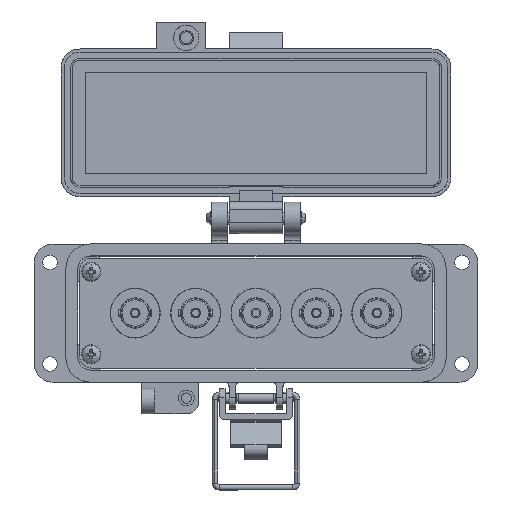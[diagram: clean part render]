
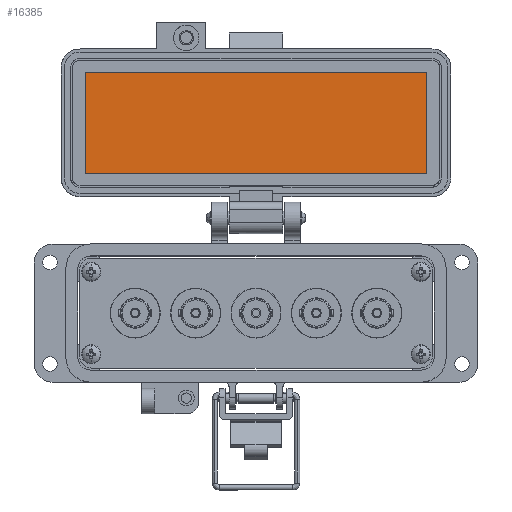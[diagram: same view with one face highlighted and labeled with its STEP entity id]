
A CAD part, top view. The second image highlights one B-rep face of the part: STEP entity #16385.
In plain terms, the highlighted planar face has unit normal (0, 0, 1).
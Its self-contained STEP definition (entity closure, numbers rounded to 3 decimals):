
#298 = VECTOR ( 'NONE', #13969, 1000. ) ;
#1175 = CARTESIAN_POINT ( 'NONE',  ( 42., 51.154, -25.55 ) ) ;
#1539 = LINE ( 'NONE', #1175, #21528 ) ;
#1876 = ORIENTED_EDGE ( 'NONE', *, *, #16863, .F. ) ;
#3392 = CARTESIAN_POINT ( 'NONE',  ( -53.75, 51.154, -25.55 ) ) ;
#5235 = LINE ( 'NONE', #13578, #15274 ) ;
#5479 = FACE_OUTER_BOUND ( 'NONE', #24334, .T. ) ;
#5759 = DIRECTION ( 'NONE',  ( 1., 0., 0. ) ) ;
#6141 = EDGE_CURVE ( 'NONE', #22588, #31256, #13409, .T. ) ;
#7561 = DIRECTION ( 'NONE',  ( -1., 0., 0. ) ) ;
#8656 = CARTESIAN_POINT ( 'NONE',  ( -8.5, 83.154, -25.55 ) ) ;
#9547 = ORIENTED_EDGE ( 'NONE', *, *, #30942, .F. ) ;
#11370 = LINE ( 'NONE', #8656, #13150 ) ;
#13150 = VECTOR ( 'NONE', #5759, 1000. ) ;
#13409 = LINE ( 'NONE', #31078, #298 ) ;
#13578 = CARTESIAN_POINT ( 'NONE',  ( -53.75, 67.154, -25.55 ) ) ;
#13969 = DIRECTION ( 'NONE',  ( 0., -1., 0. ) ) ;
#15274 = VECTOR ( 'NONE', #23103, 1000. ) ;
#16385 = ADVANCED_FACE ( 'NONE', ( #5479 ), #16735, .T. ) ;
#16443 = VERTEX_POINT ( 'NONE', #27544 ) ;
#16735 = PLANE ( 'NONE',  #31117 ) ;
#16755 = CARTESIAN_POINT ( 'NONE',  ( 53.75, 51.154, -25.55 ) ) ;
#16863 = EDGE_CURVE ( 'NONE', #16443, #22588, #11370, .T. ) ;
#17985 = EDGE_CURVE ( 'NONE', #35924, #16443, #5235, .T. ) ;
#20216 = DIRECTION ( 'NONE',  ( 0., -1., 0. ) ) ;
#21528 = VECTOR ( 'NONE', #7561, 1000. ) ;
#22588 = VERTEX_POINT ( 'NONE', #23168 ) ;
#23103 = DIRECTION ( 'NONE',  ( 0., 1., 0. ) ) ;
#23168 = CARTESIAN_POINT ( 'NONE',  ( 53.75, 83.154, -25.55 ) ) ;
#24334 = EDGE_LOOP ( 'NONE', ( #1876, #37759, #9547, #29688 ) ) ;
#27544 = CARTESIAN_POINT ( 'NONE',  ( -53.75, 83.154, -25.55 ) ) ;
#28593 = CARTESIAN_POINT ( 'NONE',  ( -8.5, 67.154, -25.55 ) ) ;
#29688 = ORIENTED_EDGE ( 'NONE', *, *, #6141, .F. ) ;
#30942 = EDGE_CURVE ( 'NONE', #31256, #35924, #1539, .T. ) ;
#31078 = CARTESIAN_POINT ( 'NONE',  ( 53.75, 67.154, -25.55 ) ) ;
#31117 = AXIS2_PLACEMENT_3D ( 'NONE', #28593, #37459, #20216 ) ;
#31256 = VERTEX_POINT ( 'NONE', #16755 ) ;
#35924 = VERTEX_POINT ( 'NONE', #3392 ) ;
#37459 = DIRECTION ( 'NONE',  ( 0., 0., 1. ) ) ;
#37759 = ORIENTED_EDGE ( 'NONE', *, *, #17985, .F. ) ;
